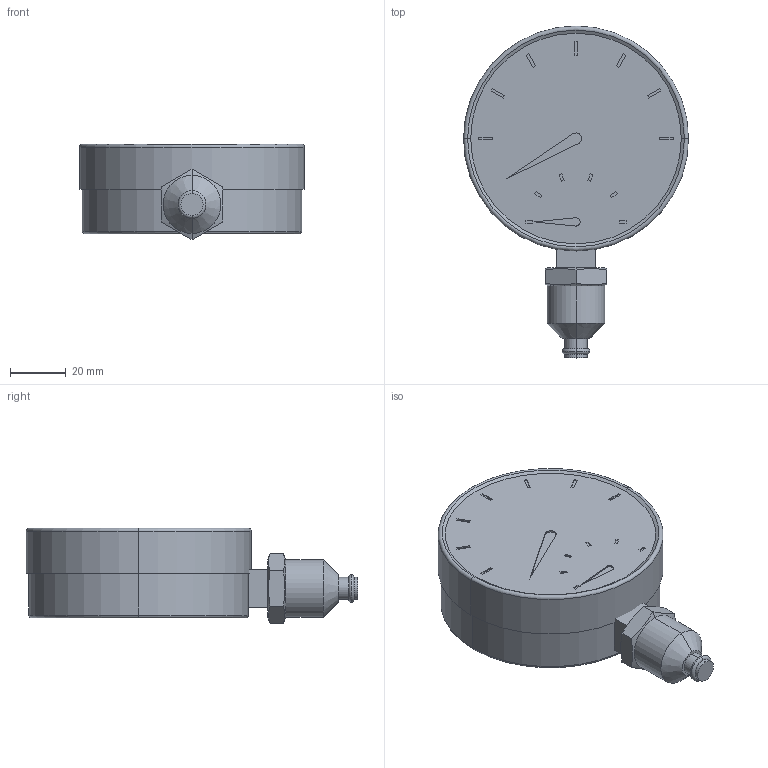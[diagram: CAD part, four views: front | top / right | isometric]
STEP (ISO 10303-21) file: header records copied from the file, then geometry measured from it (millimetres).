
FILE_DESCRIPTION (( 'STEP AP203' ), '1' );
FILE_NAME ('Termomanometr 80 0-4 bar.STEP', '2013-02-20T11:22:30', ( 'Uzivatel' ), ( 'HP' ), 'SwSTEP 2.0', 'SolidWorks 2012', '' );
FILE_SCHEMA (( 'CONFIG_CONTROL_DESIGN' ));
Length unit declared in the file: millimetre
Products named in the file (1): Termomanometr 80 0-4 bar
Bounding box: 81 x 119.44 x 34.37 mm (x, y, z)
Volume: 168563.8 mm3; surface area: 21372.5 mm2
Topology: 3 solids, 3 shells, 122 faces, 276 edges, 178 vertices
Faces by surface type: plane 90, cylinder 16, torus 8, cone 8
Entity records: 3523 total; most frequent: CARTESIAN_POINT 677, DIRECTION 564, ORIENTED_EDGE 552, EDGE_CURVE 276, LINE 210, VECTOR 210, VERTEX_POINT 178, AXIS2_PLACEMENT_3D 177
